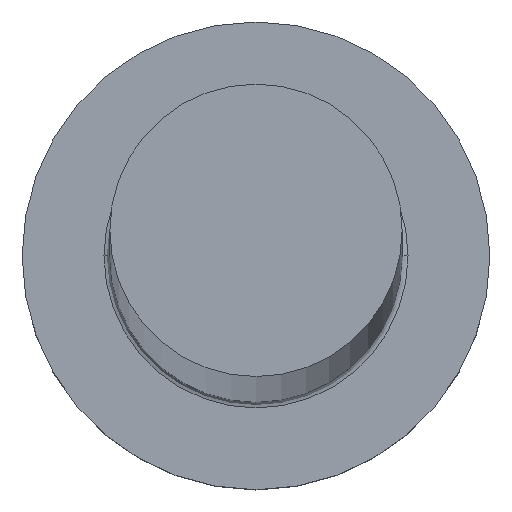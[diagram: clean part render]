
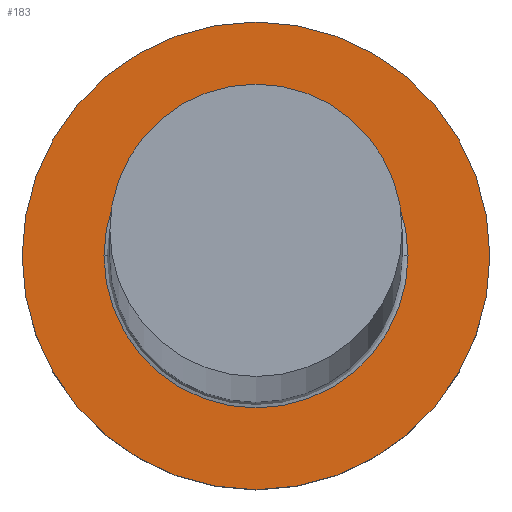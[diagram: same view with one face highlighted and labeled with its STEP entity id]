
A CAD part, top view. The second image highlights one B-rep face of the part: STEP entity #183.
In plain terms, the highlighted planar face has unit normal (0, 0, 1).
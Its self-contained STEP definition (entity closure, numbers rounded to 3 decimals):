
#6 = EDGE_CURVE ( 'NONE', #226, #271, #23, .T. ) ;
#23 = CIRCLE ( 'NONE', #111, 5.2 ) ;
#35 = DIRECTION ( 'NONE',  ( 0., 0., 1. ) ) ;
#37 = ORIENTED_EDGE ( 'NONE', *, *, #6, .T. ) ;
#39 = CIRCLE ( 'NONE', #76, 8. ) ;
#42 = VERTEX_POINT ( 'NONE', #91 ) ;
#50 = DIRECTION ( 'NONE',  ( 1., 0., 0. ) ) ;
#64 = EDGE_LOOP ( 'NONE', ( #37, #293 ) ) ;
#69 = ORIENTED_EDGE ( 'NONE', *, *, #156, .T. ) ;
#73 = DIRECTION ( 'NONE',  ( 0., 0., 1. ) ) ;
#75 = FACE_BOUND ( 'NONE', #64, .T. ) ;
#76 = AXIS2_PLACEMENT_3D ( 'NONE', #265, #73, #253 ) ;
#78 = ORIENTED_EDGE ( 'NONE', *, *, #175, .T. ) ;
#85 = AXIS2_PLACEMENT_3D ( 'NONE', #264, #128, #50 ) ;
#91 = CARTESIAN_POINT ( 'NONE',  ( -8., 0., 5. ) ) ;
#95 = DIRECTION ( 'NONE',  ( 1., 0., 0. ) ) ;
#111 = AXIS2_PLACEMENT_3D ( 'NONE', #278, #304, #95 ) ;
#112 = CARTESIAN_POINT ( 'NONE',  ( 0., 0., 5. ) ) ;
#119 = EDGE_LOOP ( 'NONE', ( #78, #69 ) ) ;
#124 = AXIS2_PLACEMENT_3D ( 'NONE', #172, #201, #244 ) ;
#128 = DIRECTION ( 'NONE',  ( 0., 0., -1. ) ) ;
#133 = DIRECTION ( 'NONE',  ( 1., 0., 0. ) ) ;
#144 = CIRCLE ( 'NONE', #85, 5.2 ) ;
#149 = FACE_OUTER_BOUND ( 'NONE', #119, .T. ) ;
#156 = EDGE_CURVE ( 'NONE', #182, #42, #164, .T. ) ;
#159 = EDGE_CURVE ( 'NONE', #271, #226, #144, .T. ) ;
#164 = CIRCLE ( 'NONE', #272, 8. ) ;
#171 = PLANE ( 'NONE',  #124 ) ;
#172 = CARTESIAN_POINT ( 'NONE',  ( 0., 0., 5. ) ) ;
#175 = EDGE_CURVE ( 'NONE', #42, #182, #39, .T. ) ;
#182 = VERTEX_POINT ( 'NONE', #269 ) ;
#183 = ADVANCED_FACE ( 'NONE', ( #75, #149 ), #171, .T. ) ;
#197 = CARTESIAN_POINT ( 'NONE',  ( 5.2, 0., 5. ) ) ;
#201 = DIRECTION ( 'NONE',  ( 0., 0., 1. ) ) ;
#203 = CARTESIAN_POINT ( 'NONE',  ( -5.2, 0., 5. ) ) ;
#226 = VERTEX_POINT ( 'NONE', #197 ) ;
#244 = DIRECTION ( 'NONE',  ( 1., 0., 0. ) ) ;
#253 = DIRECTION ( 'NONE',  ( 1., 0., 0. ) ) ;
#264 = CARTESIAN_POINT ( 'NONE',  ( 0., 0., 5. ) ) ;
#265 = CARTESIAN_POINT ( 'NONE',  ( 0., 0., 5. ) ) ;
#269 = CARTESIAN_POINT ( 'NONE',  ( 8., 0., 5. ) ) ;
#271 = VERTEX_POINT ( 'NONE', #203 ) ;
#272 = AXIS2_PLACEMENT_3D ( 'NONE', #112, #35, #133 ) ;
#278 = CARTESIAN_POINT ( 'NONE',  ( 0., 0., 5. ) ) ;
#293 = ORIENTED_EDGE ( 'NONE', *, *, #159, .T. ) ;
#304 = DIRECTION ( 'NONE',  ( 0., 0., -1. ) ) ;
